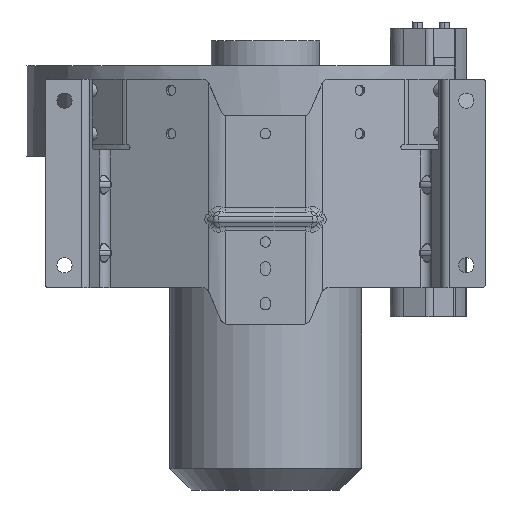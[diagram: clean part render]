
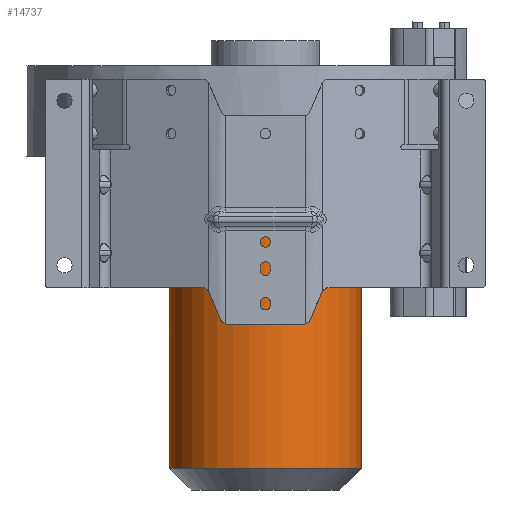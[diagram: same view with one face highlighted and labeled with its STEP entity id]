
A CAD part, front view. The second image highlights one B-rep face of the part: STEP entity #14737.
In plain terms, the highlighted cylindrical face has radius 88.7 mm (diameter 177.4 mm), a partial arc.
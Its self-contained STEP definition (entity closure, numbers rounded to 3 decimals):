
#1269 = VERTEX_POINT ( 'NONE', #14025 ) ;
#1349 = CYLINDRICAL_SURFACE ( 'NONE', #4081, 88.7 ) ;
#1454 = ORIENTED_EDGE ( 'NONE', *, *, #15485, .F. ) ;
#2326 = VECTOR ( 'NONE', #13531, 1000. ) ;
#2812 = EDGE_LOOP ( 'NONE', ( #1454, #17097, #4166, #10075 ) ) ;
#4081 = AXIS2_PLACEMENT_3D ( 'NONE', #8797, #23656, #14383 ) ;
#4166 = ORIENTED_EDGE ( 'NONE', *, *, #13712, .T. ) ;
#5136 = CARTESIAN_POINT ( 'NONE',  ( 88.7, 0., -40.85 ) ) ;
#5496 = CARTESIAN_POINT ( 'NONE',  ( 0., 0., -40.85 ) ) ;
#5587 = AXIS2_PLACEMENT_3D ( 'NONE', #15425, #7475, #22598 ) ;
#5998 = CARTESIAN_POINT ( 'NONE',  ( 88.7, 0., -40.85 ) ) ;
#6068 = CARTESIAN_POINT ( 'NONE',  ( -88.7, 0., -328.7 ) ) ;
#6777 = VECTOR ( 'NONE', #20873, 1000. ) ;
#7475 = DIRECTION ( 'NONE',  ( 0., 0., 1. ) ) ;
#7866 = EDGE_CURVE ( 'NONE', #23170, #1269, #14813, .T. ) ;
#8797 = CARTESIAN_POINT ( 'NONE',  ( 0., 0., -40.85 ) ) ;
#10075 = ORIENTED_EDGE ( 'NONE', *, *, #12319, .T. ) ;
#10691 = CARTESIAN_POINT ( 'NONE',  ( 88.7, 0., -328.7 ) ) ;
#11965 = VERTEX_POINT ( 'NONE', #6068 ) ;
#12319 = EDGE_CURVE ( 'NONE', #11965, #20690, #15323, .T. ) ;
#13434 = CARTESIAN_POINT ( 'NONE',  ( -88.7, 0., -40.85 ) ) ;
#13531 = DIRECTION ( 'NONE',  ( 0., 0., -1. ) ) ;
#13712 = EDGE_CURVE ( 'NONE', #1269, #11965, #15263, .T. ) ;
#14025 = CARTESIAN_POINT ( 'NONE',  ( -88.7, 0., -40.85 ) ) ;
#14383 = DIRECTION ( 'NONE',  ( -1., 0., 0. ) ) ;
#14737 = ADVANCED_FACE ( 'NONE', ( #18062 ), #1349, .T. ) ;
#14813 = CIRCLE ( 'NONE', #20250, 88.7 ) ;
#14879 = DIRECTION ( 'NONE',  ( -1., 0., 0. ) ) ;
#15263 = LINE ( 'NONE', #13434, #6777 ) ;
#15323 = CIRCLE ( 'NONE', #5587, 88.7 ) ;
#15425 = CARTESIAN_POINT ( 'NONE',  ( 0., 0., -328.7 ) ) ;
#15485 = EDGE_CURVE ( 'NONE', #23170, #20690, #23328, .T. ) ;
#17097 = ORIENTED_EDGE ( 'NONE', *, *, #7866, .T. ) ;
#18062 = FACE_OUTER_BOUND ( 'NONE', #2812, .T. ) ;
#18288 = DIRECTION ( 'NONE',  ( 0., 0., -1. ) ) ;
#20250 = AXIS2_PLACEMENT_3D ( 'NONE', #5496, #18288, #14879 ) ;
#20690 = VERTEX_POINT ( 'NONE', #10691 ) ;
#20873 = DIRECTION ( 'NONE',  ( 0., 0., -1. ) ) ;
#22598 = DIRECTION ( 'NONE',  ( -1., 0., 0. ) ) ;
#23170 = VERTEX_POINT ( 'NONE', #5998 ) ;
#23328 = LINE ( 'NONE', #5136, #2326 ) ;
#23656 = DIRECTION ( 'NONE',  ( 0., 0., -1. ) ) ;
